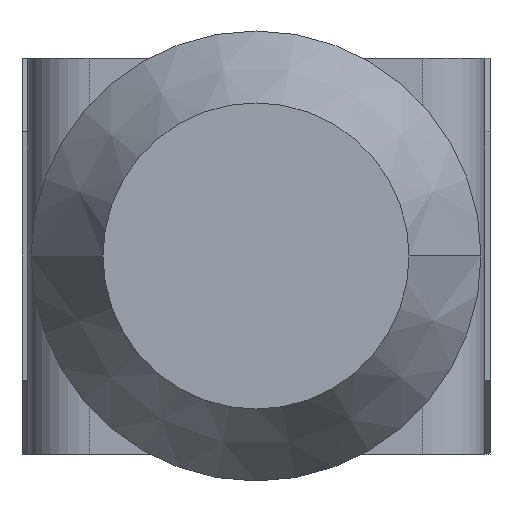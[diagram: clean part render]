
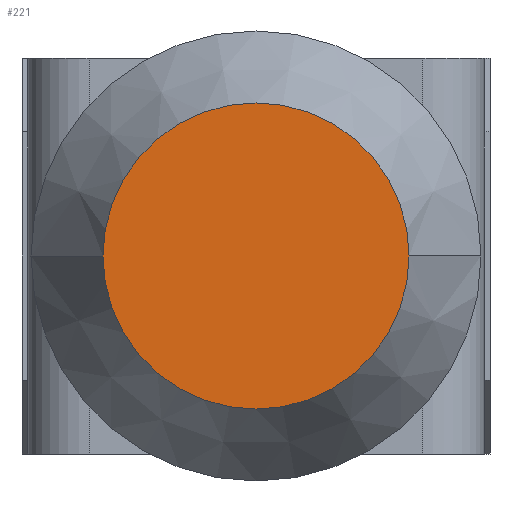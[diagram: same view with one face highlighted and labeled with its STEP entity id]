
A CAD part, front view. The second image highlights one B-rep face of the part: STEP entity #221.
In plain terms, the highlighted planar face has unit normal (0, -1, 0).
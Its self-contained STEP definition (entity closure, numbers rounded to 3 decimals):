
#221=ADVANCED_FACE('',(#490),#491,.T.);
#490=FACE_OUTER_BOUND('',#812,.T.);
#491=PLANE('',#813);
#812=EDGE_LOOP('',(#1364,#1365));
#813=AXIS2_PLACEMENT_3D('',#1366,#1367,#1368);
#1364=ORIENTED_EDGE('',*,*,#1943,.F.);
#1365=ORIENTED_EDGE('',*,*,#1973,.F.);
#1366=CARTESIAN_POINT('',(-2.126,0.0,0.0));
#1367=DIRECTION('',(0.0,-1.0,-0.0));
#1368=DIRECTION('',(1.0,0.0,0.0));
#1943=EDGE_CURVE('',#2323,#2326,#2327,.T.);
#1973=EDGE_CURVE('',#2326,#2323,#2370,.T.);
#2323=VERTEX_POINT('',#2848);
#2326=VERTEX_POINT('',#2852);
#2327=CIRCLE('',#2853,4.252);
#2370=CIRCLE('',#2905,4.252);
#2848=CARTESIAN_POINT('',(-4.252,0.0,0.0));
#2852=CARTESIAN_POINT('',(4.252,0.0,0.));
#2853=AXIS2_PLACEMENT_3D('',#3591,#3592,#3593);
#2905=AXIS2_PLACEMENT_3D('',#3636,#3637,#3638);
#3591=CARTESIAN_POINT('',(0.0,0.0,0.0));
#3592=DIRECTION('',(0.0,1.0,0.0));
#3593=DIRECTION('',(-1.0,0.0,0.0));
#3636=CARTESIAN_POINT('',(0.0,0.0,0.0));
#3637=DIRECTION('',(0.0,1.0,0.0));
#3638=DIRECTION('',(-1.0,0.0,0.0));
